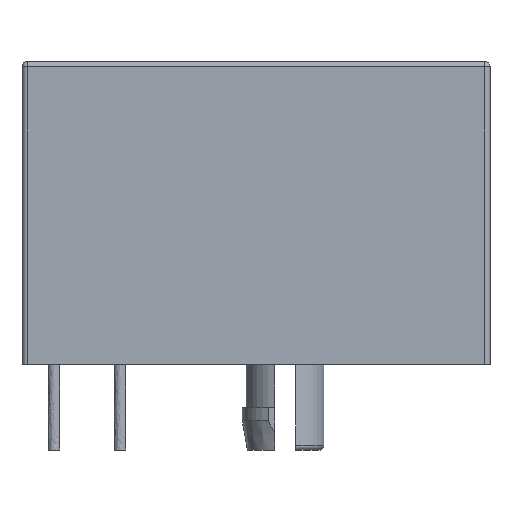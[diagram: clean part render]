
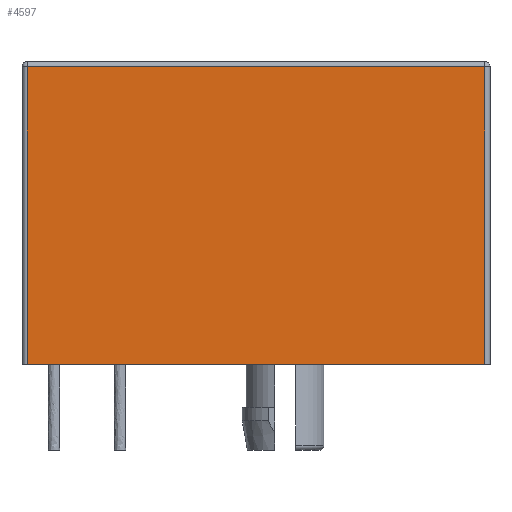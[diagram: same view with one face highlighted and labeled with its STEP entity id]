
A CAD part, left-side view. The second image highlights one B-rep face of the part: STEP entity #4597.
In plain terms, the highlighted face is planar.
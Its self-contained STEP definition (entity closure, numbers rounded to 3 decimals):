
#1226=ORIENTED_EDGE('',*,*,#2068,.F.);
#1227=ORIENTED_EDGE('',*,*,#2060,.F.);
#1228=ORIENTED_EDGE('',*,*,#2056,.F.);
#1229=ORIENTED_EDGE('',*,*,#2050,.F.);
#2050=EDGE_CURVE('',#2529,#2531,#3041,.T.);
#2056=EDGE_CURVE('',#2531,#2533,#3044,.T.);
#2060=EDGE_CURVE('',#2533,#2534,#3045,.T.);
#2068=EDGE_CURVE('',#2534,#2529,#3052,.T.);
#2529=VERTEX_POINT('',#7439);
#2531=VERTEX_POINT('',#7442);
#2533=VERTEX_POINT('',#7453);
#2534=VERTEX_POINT('',#7461);
#3041=LINE('',#7441,#3558);
#3044=LINE('',#7452,#3561);
#3045=LINE('',#7460,#3562);
#3052=LINE('',#7475,#3569);
#3558=VECTOR('',#6062,1000.);
#3561=VECTOR('',#6077,1000.);
#3562=VECTOR('',#6090,1000.);
#3569=VECTOR('',#6107,1000.);
#3837=EDGE_LOOP('',(#1226,#1227,#1228,#1229));
#4138=FACE_BOUND('',#3837,.T.);
#4364=PLANE('',#5009);
#4597=ADVANCED_FACE('',(#4138),#4364,.F.);
#5009=AXIS2_PLACEMENT_3D('',#7479,#6112,#6113);
#6062=DIRECTION('',(0.,0.,1.));
#6077=DIRECTION('',(1.,0.,0.));
#6090=DIRECTION('',(0.,0.,-1.));
#6107=DIRECTION('',(-1.,0.,0.));
#6112=DIRECTION('',(0.,1.,0.));
#6113=DIRECTION('',(0.,0.,1.));
#7439=CARTESIAN_POINT('',(-8.8,-6.6,-5.825));
#7441=CARTESIAN_POINT('',(-8.8,-6.6,-5.825));
#7442=CARTESIAN_POINT('',(-8.8,-6.6,5.625));
#7452=CARTESIAN_POINT('',(-9.,-6.6,5.625));
#7453=CARTESIAN_POINT('',(8.8,-6.6,5.625));
#7460=CARTESIAN_POINT('',(8.8,-6.6,5.825));
#7461=CARTESIAN_POINT('',(8.8,-6.6,-5.825));
#7475=CARTESIAN_POINT('',(9.,-6.6,-5.825));
#7479=CARTESIAN_POINT('',(0.,-6.6,0.));
